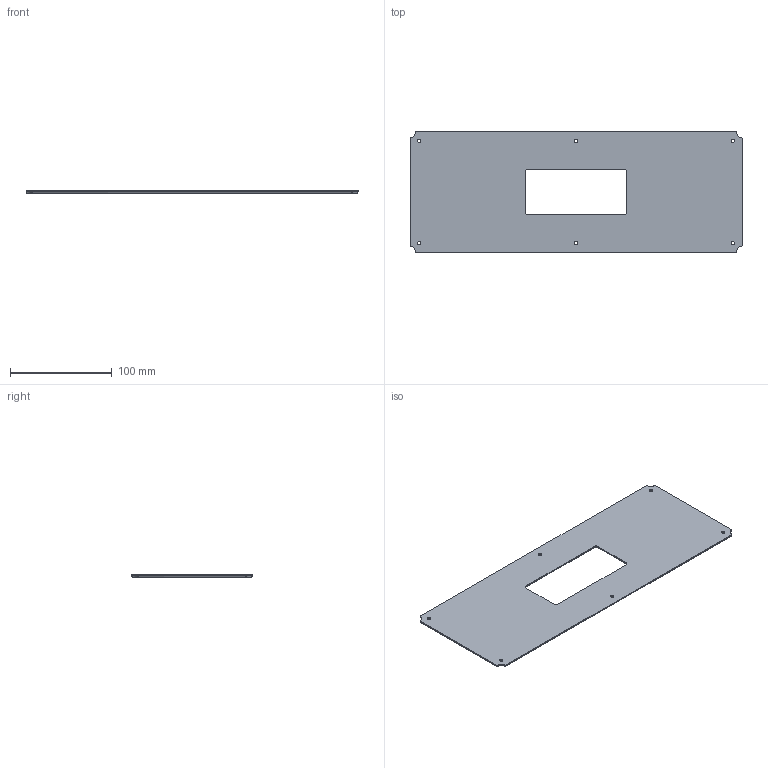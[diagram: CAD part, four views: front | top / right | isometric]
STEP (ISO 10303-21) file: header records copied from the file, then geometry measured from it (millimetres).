
FILE_DESCRIPTION(/* description */ (''),/* implementation_level */ '2;1');
FILE_NAME(/* name */ 'BOTTOM PANEL (TKL).step',/* time_stamp */ '2023-05-03T17:00:21-04:00',/* author */ (''),/* organization */ (''),/* preprocessor_version */ 'ST-DEVELOPER v19.2',/* originating_system */ 'Autodesk Translation Framework v12.4.0.73',/* authorisation */ '');
FILE_SCHEMA (('AUTOMOTIVE_DESIGN { 1 0 10303 214 3 1 1 }'));
Length unit declared in the file: millimetre
Products named in the file (1): 80 BOTTOM PLATE
Bounding box: 327 x 118.68 x 2 mm (x, y, z)
Volume: 68062.9 mm3; surface area: 70418.4 mm2
Topology: 1 solids, 1 shells, 62 faces, 148 edges, 88 vertices
Faces by surface type: cylinder 30, plane 10, torus 8, bspline 8, cone 6
Full cylindrical faces by diameter (mm): 6 x6
Entity records: 3356 total; most frequent: CARTESIAN_POINT 1863, DIRECTION 314, ORIENTED_EDGE 296, EDGE_CURVE 148, AXIS2_PLACEMENT_3D 127, VERTEX_POINT 88, EDGE_LOOP 76, CIRCLE 72
